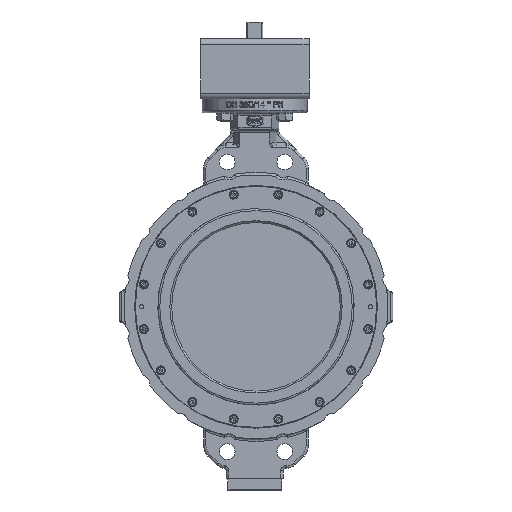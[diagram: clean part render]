
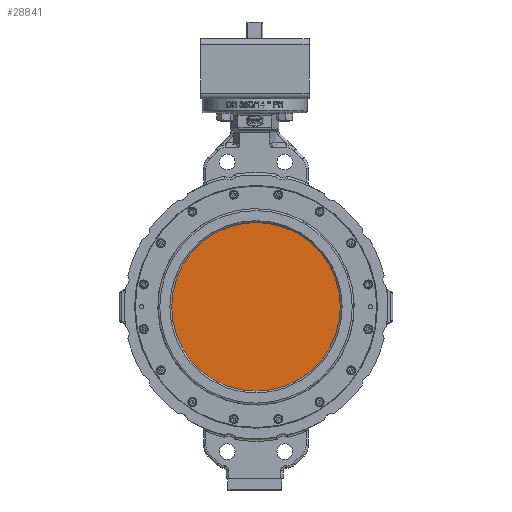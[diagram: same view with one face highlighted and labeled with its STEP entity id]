
A CAD part, front view. The second image highlights one B-rep face of the part: STEP entity #28841.
In plain terms, the highlighted planar face has unit normal (0, -1, 0).
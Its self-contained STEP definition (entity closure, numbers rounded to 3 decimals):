
#28825=CARTESIAN_POINT('',(-70.,-45.,0.));
#28826=DIRECTION('',(0.0,1.0,0.0));
#28827=DIRECTION('',(0.0,0.0,-1.0));
#28828=AXIS2_PLACEMENT_3D('',#28825,#28826,#28827);
#28829=PLANE('',#28828);
#28830=CARTESIAN_POINT('',(-140.,-45.,0.));
#28831=VERTEX_POINT('',#28830);
#28832=CARTESIAN_POINT('',(0.,-45.,0.));
#28833=DIRECTION('',(0.0,-1.0,0.0));
#28834=DIRECTION('',(-1.0,0.0,0.0));
#28835=AXIS2_PLACEMENT_3D('',#28832,#28833,#28834);
#28836=CIRCLE('',#28835,140.0);
#28837=EDGE_CURVE('',#28831,#28831,#28836,.T.);
#28838=ORIENTED_EDGE('',*,*,#28837,.T.);
#28839=EDGE_LOOP('',(#28838));
#28840=FACE_OUTER_BOUND('',#28839,.T.);
#28841=ADVANCED_FACE('',(#28840),#28829,.F.);
